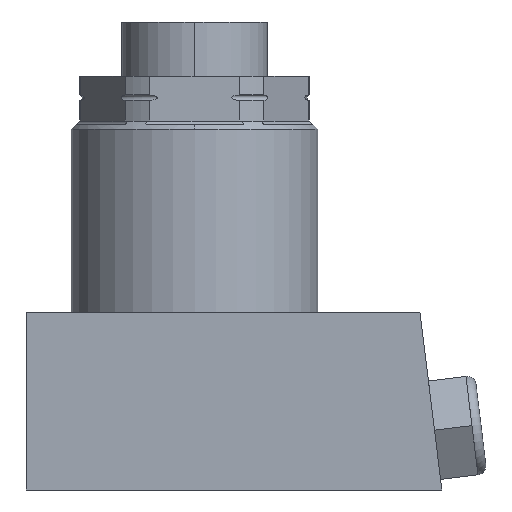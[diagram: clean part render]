
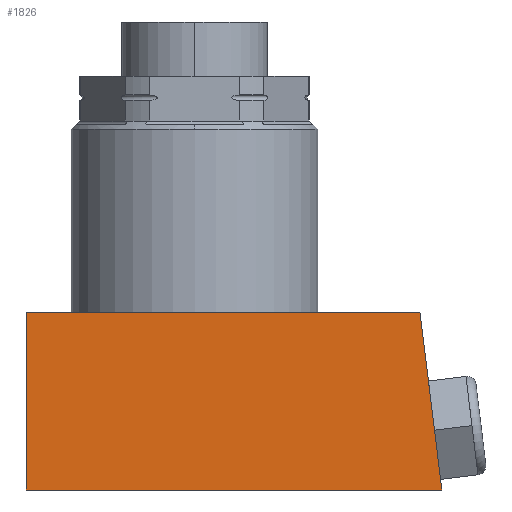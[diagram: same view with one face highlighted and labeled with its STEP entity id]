
A CAD part, front view. The second image highlights one B-rep face of the part: STEP entity #1826.
In plain terms, the highlighted planar face has unit normal (0, -1, 0).
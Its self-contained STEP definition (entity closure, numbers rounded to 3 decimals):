
#198=DIRECTION('',(-1.,0.,0.));
#199=VECTOR('',#198,58.75);
#200=CARTESIAN_POINT('',(34.95,-20.638,-8.763));
#201=LINE('',#200,#199);
#202=DIRECTION('',(0.,0.,1.));
#203=VECTOR('',#202,25.146);
#204=CARTESIAN_POINT('',(-23.8,-20.638,-8.763));
#205=LINE('',#204,#203);
#206=DIRECTION('',(1.,0.,0.));
#207=VECTOR('',#206,55.662);
#208=CARTESIAN_POINT('',(-23.8,-20.638,16.383));
#209=LINE('',#208,#207);
#210=DIRECTION('',(0.122,0.,-0.993));
#211=VECTOR('',#210,25.335);
#212=CARTESIAN_POINT('',(31.862,-20.638,16.383));
#213=LINE('',#212,#211);
#1558=CARTESIAN_POINT('',(34.95,-20.638,-8.763));
#1559=CARTESIAN_POINT('',(-23.8,-20.638,-8.763));
#1560=VERTEX_POINT('',#1558);
#1561=VERTEX_POINT('',#1559);
#1562=CARTESIAN_POINT('',(-23.8,-20.638,16.383));
#1563=VERTEX_POINT('',#1562);
#1564=CARTESIAN_POINT('',(31.862,-20.638,16.383));
#1565=VERTEX_POINT('',#1564);
#1812=CARTESIAN_POINT('',(0.,-20.638,0.));
#1813=DIRECTION('',(0.,1.,0.));
#1814=DIRECTION('',(-1.,0.,0.));
#1815=AXIS2_PLACEMENT_3D('',#1812,#1813,#1814);
#1816=PLANE('',#1815);
#1818=ORIENTED_EDGE('',*,*,#1817,.T.);
#1820=ORIENTED_EDGE('',*,*,#1819,.T.);
#1822=ORIENTED_EDGE('',*,*,#1821,.T.);
#1823=ORIENTED_EDGE('',*,*,#1790,.T.);
#1824=EDGE_LOOP('',(#1818,#1820,#1822,#1823));
#1825=FACE_OUTER_BOUND('',#1824,.F.);
#1790=EDGE_CURVE('',#1565,#1560,#213,.T.);
#1817=EDGE_CURVE('',#1560,#1561,#201,.T.);
#1819=EDGE_CURVE('',#1561,#1563,#205,.T.);
#1821=EDGE_CURVE('',#1563,#1565,#209,.T.);
#1826=ADVANCED_FACE('',(#1825),#1816,.F.);
